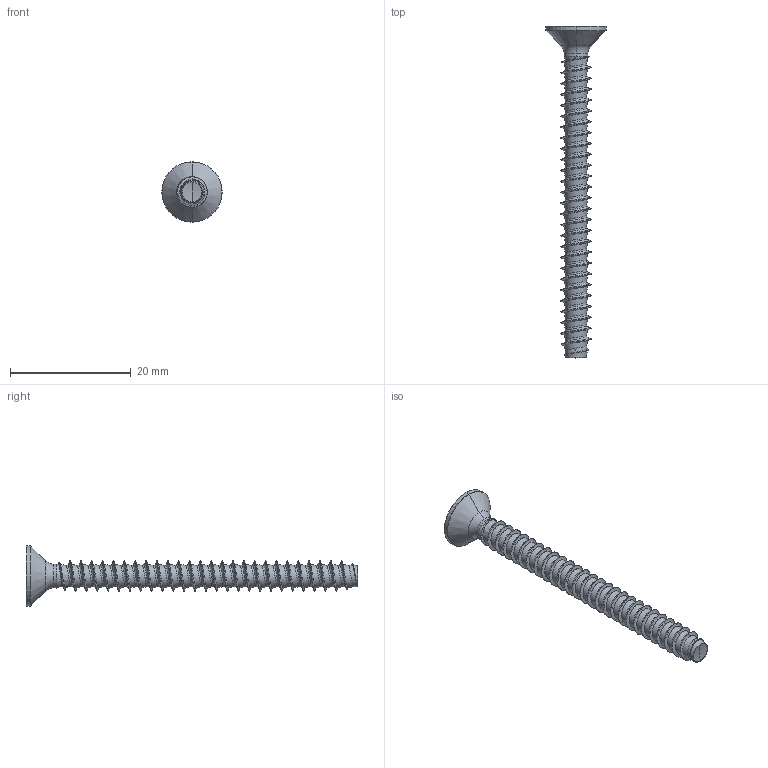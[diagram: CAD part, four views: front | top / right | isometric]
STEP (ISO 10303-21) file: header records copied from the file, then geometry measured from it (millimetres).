
FILE_DESCRIPTION (( 'STEP AP203' ), '1' );
FILE_NAME ('STP330500550.STEP', '2017-08-15T16:45:48', ( '' ), ( '' ), 'SwSTEP 2.0', 'SolidWorks 2015', '' );
FILE_SCHEMA (( 'CONFIG_CONTROL_DESIGN' ));
Length unit declared in the file: millimetre
Products named in the file (1): STP330500550
Bounding box: 10 x 55 x 10 mm (x, y, z)
Volume: 764.9 mm3; surface area: 1181.2 mm2
Topology: 1 solids, 1 shells, 218 faces, 522 edges, 306 vertices
Faces by surface type: cylinder 102, bspline 51, sphere 26, plane 22, cone 11, torus 6
Entity records: 39961 total; most frequent: CARTESIAN_POINT 35489, ORIENTED_EDGE 1040, DIRECTION 775, EDGE_CURVE 520, AXIS2_PLACEMENT_3D 309, VERTEX_POINT 306, EDGE_LOOP 220, ADVANCED_FACE 218
